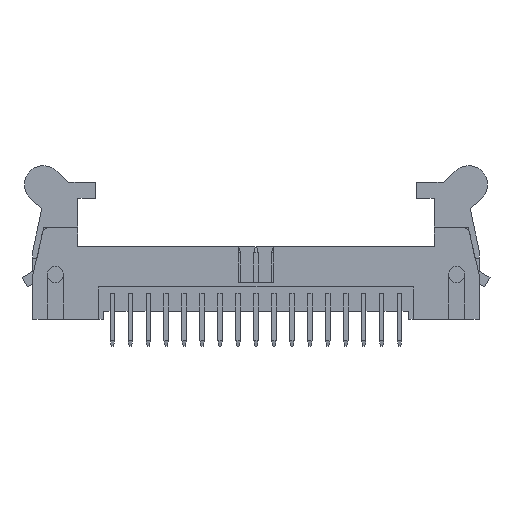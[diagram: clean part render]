
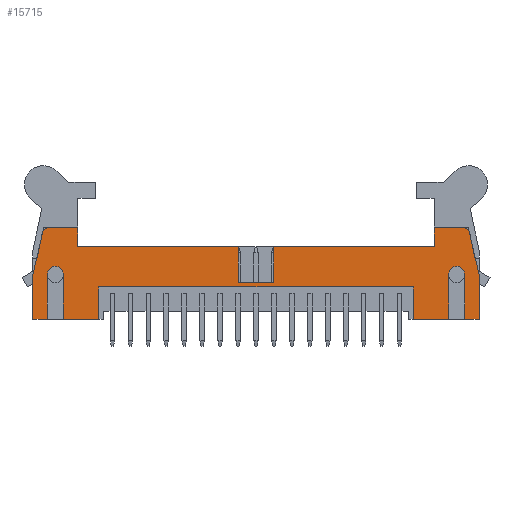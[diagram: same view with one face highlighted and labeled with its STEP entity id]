
A CAD part, left-side view. The second image highlights one B-rep face of the part: STEP entity #15715.
In plain terms, the highlighted face is planar.
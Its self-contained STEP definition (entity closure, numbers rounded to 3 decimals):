
#395=PLANE('',#16999);
#1922=LINE('',#23754,#4100);
#1925=LINE('',#23760,#4103);
#1968=LINE('',#23833,#4146);
#1972=LINE('',#23842,#4150);
#1992=LINE('',#23901,#4170);
#2011=LINE('',#23947,#4189);
#2014=LINE('',#23953,#4192);
#2020=LINE('',#23966,#4198);
#2028=LINE('',#23986,#4206);
#2031=LINE('',#23992,#4209);
#2034=LINE('',#23998,#4212);
#2036=LINE('',#24002,#4214);
#2040=LINE('',#24009,#4218);
#2042=LINE('',#24011,#4220);
#2071=LINE('',#24049,#4249);
#2075=LINE('',#24057,#4253);
#2081=LINE('',#24070,#4259);
#2085=LINE('',#24078,#4263);
#2087=LINE('',#24082,#4265);
#2088=LINE('',#24084,#4266);
#2089=LINE('',#24086,#4267);
#2090=LINE('',#24088,#4268);
#2091=LINE('',#24089,#4269);
#2092=LINE('',#24093,#4270);
#4100=VECTOR('',#19291,1000.);
#4103=VECTOR('',#19296,1000.);
#4146=VECTOR('',#19363,1000.);
#4150=VECTOR('',#19369,1000.);
#4170=VECTOR('',#19423,1000.);
#4189=VECTOR('',#19470,1000.);
#4192=VECTOR('',#19475,1000.);
#4198=VECTOR('',#19483,1000.);
#4206=VECTOR('',#19497,1000.);
#4209=VECTOR('',#19504,1000.);
#4212=VECTOR('',#19511,1000.);
#4214=VECTOR('',#19515,1000.);
#4218=VECTOR('',#19521,1000.);
#4220=VECTOR('',#19523,1000.);
#4249=VECTOR('',#19560,1000.);
#4253=VECTOR('',#19564,1000.);
#4259=VECTOR('',#19580,1000.);
#4263=VECTOR('',#19586,1000.);
#4265=VECTOR('',#19590,1000.);
#4266=VECTOR('',#19591,1000.);
#4267=VECTOR('',#19592,1000.);
#4268=VECTOR('',#19595,1000.);
#4269=VECTOR('',#19596,1000.);
#4270=VECTOR('',#19599,1000.);
#7398=ORIENTED_EDGE('',*,*,#10975,.F.);
#7399=ORIENTED_EDGE('',*,*,#10850,.F.);
#7400=ORIENTED_EDGE('',*,*,#10936,.F.);
#7401=ORIENTED_EDGE('',*,*,#10932,.F.);
#7402=ORIENTED_EDGE('',*,*,#10930,.F.);
#7403=ORIENTED_EDGE('',*,*,#10891,.F.);
#7404=ORIENTED_EDGE('',*,*,#10927,.F.);
#7405=ORIENTED_EDGE('',*,*,#10924,.F.);
#7406=ORIENTED_EDGE('',*,*,#10915,.F.);
#7407=ORIENTED_EDGE('',*,*,#10984,.F.);
#7408=ORIENTED_EDGE('',*,*,#10985,.T.);
#7409=ORIENTED_EDGE('',*,*,#10986,.T.);
#7410=ORIENTED_EDGE('',*,*,#10978,.F.);
#7411=ORIENTED_EDGE('',*,*,#10909,.F.);
#7412=ORIENTED_EDGE('',*,*,#10906,.F.);
#7413=ORIENTED_EDGE('',*,*,#10987,.F.);
#7414=ORIENTED_EDGE('',*,*,#10982,.F.);
#7415=ORIENTED_EDGE('',*,*,#10988,.F.);
#7416=ORIENTED_EDGE('',*,*,#10971,.F.);
#7417=ORIENTED_EDGE('',*,*,#10989,.F.);
#7418=ORIENTED_EDGE('',*,*,#10990,.F.);
#7419=ORIENTED_EDGE('',*,*,#10991,.F.);
#7420=ORIENTED_EDGE('',*,*,#10967,.F.);
#7421=ORIENTED_EDGE('',*,*,#10882,.F.);
#7422=ORIENTED_EDGE('',*,*,#10804,.F.);
#7423=ORIENTED_EDGE('',*,*,#10801,.T.);
#7424=ORIENTED_EDGE('',*,*,#10938,.F.);
#7425=ORIENTED_EDGE('',*,*,#10854,.F.);
#10801=EDGE_CURVE('',#12731,#12730,#1922,.T.);
#10804=EDGE_CURVE('',#12731,#12733,#1925,.T.);
#10850=EDGE_CURVE('',#12751,#12752,#1968,.T.);
#10854=EDGE_CURVE('',#12755,#12756,#1972,.T.);
#10882=EDGE_CURVE('',#12733,#12767,#1992,.T.);
#10891=EDGE_CURVE('',#12772,#12773,#13421,.T.);
#10906=EDGE_CURVE('',#12781,#12782,#2011,.T.);
#10909=EDGE_CURVE('',#12782,#12784,#2014,.T.);
#10915=EDGE_CURVE('',#12789,#12786,#2020,.T.);
#10924=EDGE_CURVE('',#12786,#12795,#2028,.T.);
#10927=EDGE_CURVE('',#12795,#12772,#2031,.T.);
#10930=EDGE_CURVE('',#12773,#12797,#2034,.T.);
#10932=EDGE_CURVE('',#12797,#12798,#2036,.T.);
#10936=EDGE_CURVE('',#12798,#12751,#2040,.T.);
#10938=EDGE_CURVE('',#12756,#12730,#2042,.T.);
#10967=EDGE_CURVE('',#12767,#12805,#2071,.T.);
#10971=EDGE_CURVE('',#12808,#12809,#2075,.T.);
#10975=EDGE_CURVE('',#12752,#12755,#13423,.T.);
#10978=EDGE_CURVE('',#12784,#12811,#2081,.T.);
#10982=EDGE_CURVE('',#12813,#12814,#2085,.T.);
#10984=EDGE_CURVE('',#12815,#12789,#2087,.T.);
#10985=EDGE_CURVE('',#12815,#12816,#2088,.T.);
#10986=EDGE_CURVE('',#12816,#12811,#2089,.T.);
#10987=EDGE_CURVE('',#12814,#12781,#13424,.T.);
#10988=EDGE_CURVE('',#12809,#12813,#2090,.T.);
#10989=EDGE_CURVE('',#12817,#12808,#2091,.T.);
#10990=EDGE_CURVE('',#12818,#12817,#13425,.T.);
#10991=EDGE_CURVE('',#12805,#12818,#2092,.T.);
#12730=VERTEX_POINT('',#23753);
#12731=VERTEX_POINT('',#23755);
#12733=VERTEX_POINT('',#23761);
#12751=VERTEX_POINT('',#23834);
#12752=VERTEX_POINT('',#23835);
#12755=VERTEX_POINT('',#23843);
#12756=VERTEX_POINT('',#23844);
#12767=VERTEX_POINT('',#23898);
#12772=VERTEX_POINT('',#23917);
#12773=VERTEX_POINT('',#23919);
#12781=VERTEX_POINT('',#23946);
#12782=VERTEX_POINT('',#23948);
#12784=VERTEX_POINT('',#23954);
#12786=VERTEX_POINT('',#23960);
#12789=VERTEX_POINT('',#23965);
#12795=VERTEX_POINT('',#23987);
#12797=VERTEX_POINT('',#23999);
#12798=VERTEX_POINT('',#24003);
#12805=VERTEX_POINT('',#24050);
#12808=VERTEX_POINT('',#24056);
#12809=VERTEX_POINT('',#24058);
#12811=VERTEX_POINT('',#24071);
#12813=VERTEX_POINT('',#24077);
#12814=VERTEX_POINT('',#24079);
#12815=VERTEX_POINT('',#24083);
#12816=VERTEX_POINT('',#24085);
#12817=VERTEX_POINT('',#24090);
#12818=VERTEX_POINT('',#24092);
#13421=CIRCLE('',#16971,0.75);
#13423=CIRCLE('',#16994,0.9);
#13424=CIRCLE('',#17000,0.75);
#13425=CIRCLE('',#17001,0.9);
#13829=EDGE_LOOP('',(#7398,#7399,#7400,#7401,#7402,#7403,#7404,#7405,#7406,
#7407,#7408,#7409,#7410,#7411,#7412,#7413,#7414,#7415,#7416,#7417,#7418,
#7419,#7420,#7421,#7422,#7423,#7424,#7425));
#14765=FACE_BOUND('',#13829,.T.);
#15715=ADVANCED_FACE('',(#14765),#395,.F.);
#16971=AXIS2_PLACEMENT_3D('',#23918,#19443,#19444);
#16994=AXIS2_PLACEMENT_3D('',#24064,#19570,#19571);
#16999=AXIS2_PLACEMENT_3D('',#24081,#19588,#19589);
#17000=AXIS2_PLACEMENT_3D('',#24087,#19593,#19594);
#17001=AXIS2_PLACEMENT_3D('',#24091,#19597,#19598);
#19291=DIRECTION('',(0.,0.,-1.));
#19296=DIRECTION('',(-1.,0.,0.));
#19363=DIRECTION('',(0.,0.,1.));
#19369=DIRECTION('',(0.,0.,-1.));
#19423=DIRECTION('',(0.,0.,-1.));
#19443=DIRECTION('',(0.,1.,0.));
#19444=DIRECTION('',(0.,0.,1.));
#19470=DIRECTION('',(1.,0.,0.));
#19475=DIRECTION('',(0.,0.,-1.));
#19483=DIRECTION('',(1.,0.,0.));
#19497=DIRECTION('',(0.,0.,1.));
#19504=DIRECTION('',(1.,0.,0.));
#19511=DIRECTION('',(0.225,0.,-0.974));
#19515=DIRECTION('',(0.,0.,-1.));
#19521=DIRECTION('',(-1.,0.,0.));
#19523=DIRECTION('',(-1.,0.,0.));
#19560=DIRECTION('',(-1.,0.,0.));
#19564=DIRECTION('',(-1.,0.,0.));
#19570=DIRECTION('',(0.,-1.,0.));
#19571=DIRECTION('',(1.,0.,0.));
#19580=DIRECTION('',(1.,0.,0.));
#19586=DIRECTION('',(0.225,0.,0.974));
#19588=DIRECTION('',(0.,1.,0.));
#19589=DIRECTION('',(0.,0.,1.));
#19590=DIRECTION('',(0.,0.,1.));
#19591=DIRECTION('',(-1.,0.,0.));
#19592=DIRECTION('',(0.,0.,1.));
#19593=DIRECTION('',(0.,1.,0.));
#19594=DIRECTION('',(0.,0.,1.));
#19595=DIRECTION('',(0.,0.,1.));
#19596=DIRECTION('',(0.,0.,-1.));
#19597=DIRECTION('',(0.,-1.,0.));
#19598=DIRECTION('',(1.,0.,0.));
#19599=DIRECTION('',(0.,0.,1.));
#23753=CARTESIAN_POINT('',(17.5,-3.,-5.));
#23754=CARTESIAN_POINT('',(17.5,-3.,-1.4));
#23755=CARTESIAN_POINT('',(17.5,-3.,-1.4));
#23760=CARTESIAN_POINT('',(17.5,-3.,-1.4));
#23761=CARTESIAN_POINT('',(-17.5,-3.,-1.4));
#23833=CARTESIAN_POINT('',(23.25,-3.,-5.));
#23834=CARTESIAN_POINT('',(23.25,-3.,-5.));
#23835=CARTESIAN_POINT('',(23.25,-3.,0.));
#23842=CARTESIAN_POINT('',(21.45,-3.,0.));
#23843=CARTESIAN_POINT('',(21.45,-3.,0.));
#23844=CARTESIAN_POINT('',(21.45,-3.,-5.));
#23898=CARTESIAN_POINT('',(-17.5,-3.,-5.));
#23901=CARTESIAN_POINT('',(-17.5,-3.,-1.4));
#23917=CARTESIAN_POINT('',(23.053,-3.,5.2));
#23918=CARTESIAN_POINT('',(23.053,-3.,4.45));
#23919=CARTESIAN_POINT('',(23.784,-3.,4.619));
#23946=CARTESIAN_POINT('',(-23.053,-3.,5.2));
#23947=CARTESIAN_POINT('',(-23.65,-3.,5.2));
#23948=CARTESIAN_POINT('',(-19.85,-3.,5.2));
#23953=CARTESIAN_POINT('',(-19.85,-3.,5.2));
#23954=CARTESIAN_POINT('',(-19.85,-3.,3.1));
#23960=CARTESIAN_POINT('',(19.85,-3.,3.1));
#23965=CARTESIAN_POINT('',(2.,-3.,3.1));
#23966=CARTESIAN_POINT('',(-19.85,-3.,3.1));
#23986=CARTESIAN_POINT('',(19.85,-3.,3.1));
#23987=CARTESIAN_POINT('',(19.85,-3.,5.2));
#23992=CARTESIAN_POINT('',(19.85,-3.,5.2));
#23998=CARTESIAN_POINT('',(23.65,-3.,5.2));
#23999=CARTESIAN_POINT('',(24.85,-3.,0.));
#24002=CARTESIAN_POINT('',(24.85,-3.,0.));
#24003=CARTESIAN_POINT('',(24.85,-3.,-5.));
#24009=CARTESIAN_POINT('',(24.85,-3.,-5.));
#24011=CARTESIAN_POINT('',(24.85,-3.,-5.));
#24049=CARTESIAN_POINT('',(-17.,-3.,-5.));
#24050=CARTESIAN_POINT('',(-21.45,-3.,-5.));
#24056=CARTESIAN_POINT('',(-23.25,-3.,-5.));
#24057=CARTESIAN_POINT('',(-17.,-3.,-5.));
#24058=CARTESIAN_POINT('',(-24.85,-3.,-5.));
#24064=CARTESIAN_POINT('',(22.35,-3.,0.));
#24070=CARTESIAN_POINT('',(-19.85,-3.,3.1));
#24071=CARTESIAN_POINT('',(-2.,-3.,3.1));
#24077=CARTESIAN_POINT('',(-24.85,-3.,0.));
#24078=CARTESIAN_POINT('',(-24.85,-3.,0.));
#24079=CARTESIAN_POINT('',(-23.784,-3.,4.619));
#24081=CARTESIAN_POINT('',(0.,-3.,0.));
#24082=CARTESIAN_POINT('',(2.,-3.,-0.9));
#24083=CARTESIAN_POINT('',(2.,-3.,-0.9));
#24084=CARTESIAN_POINT('',(2.,-3.,-0.9));
#24085=CARTESIAN_POINT('',(-2.,-3.,-0.9));
#24086=CARTESIAN_POINT('',(-2.,-3.,-0.9));
#24087=CARTESIAN_POINT('',(-23.053,-3.,4.45));
#24088=CARTESIAN_POINT('',(-24.85,-3.,-5.));
#24089=CARTESIAN_POINT('',(-23.25,-3.,0.));
#24090=CARTESIAN_POINT('',(-23.25,-3.,0.));
#24091=CARTESIAN_POINT('',(-22.35,-3.,0.));
#24092=CARTESIAN_POINT('',(-21.45,-3.,0.));
#24093=CARTESIAN_POINT('',(-21.45,-3.,-5.));
